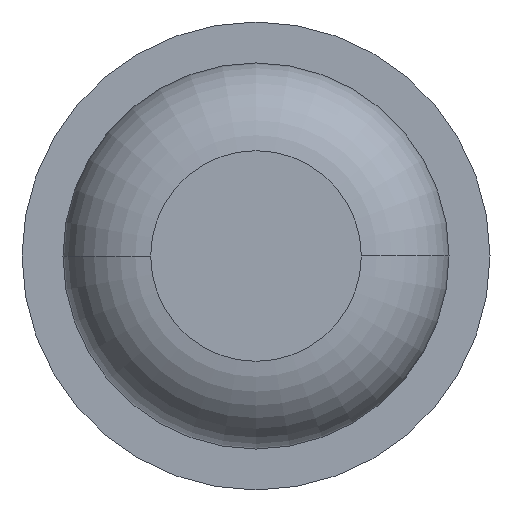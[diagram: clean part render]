
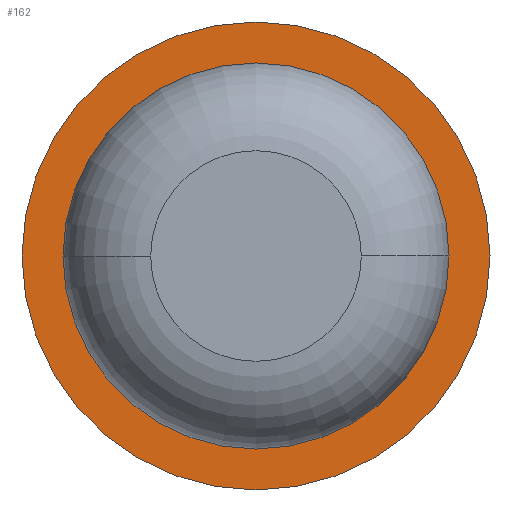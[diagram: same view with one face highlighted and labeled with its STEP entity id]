
A CAD part, front view. The second image highlights one B-rep face of the part: STEP entity #162.
In plain terms, the highlighted planar face has unit normal (0, -1, 0).
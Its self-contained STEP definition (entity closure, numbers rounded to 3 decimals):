
#15 = VERTEX_POINT ( 'NONE', #2917 ) ;
#54 = DIRECTION ( 'NONE',  ( -1., 0., 0. ) ) ;
#61 = ORIENTED_EDGE ( 'NONE', *, *, #2465, .T. ) ;
#146 = DIRECTION ( 'NONE',  ( 0., 1., 0. ) ) ;
#162 = ADVANCED_FACE ( 'Defeature ausgef�hrt1_7', ( #4534, #1451 ), #2266, .F. ) ;
#303 = EDGE_LOOP ( 'NONE', ( #61, #2201 ) ) ;
#404 = ORIENTED_EDGE ( 'NONE', *, *, #3407, .F. ) ;
#534 = DIRECTION ( 'NONE',  ( 0., 1., 0. ) ) ;
#809 = CARTESIAN_POINT ( 'NONE',  ( 0., -6., 0. ) ) ;
#1032 = AXIS2_PLACEMENT_3D ( 'NONE', #1218, #534, #2282 ) ;
#1104 = CARTESIAN_POINT ( 'NONE',  ( 0., -6., 0. ) ) ;
#1106 = CIRCLE ( 'NONE', #2249, 0.825 ) ;
#1120 = VERTEX_POINT ( 'NONE', #2517 ) ;
#1130 = DIRECTION ( 'NONE',  ( 0., 1., 0. ) ) ;
#1218 = CARTESIAN_POINT ( 'NONE',  ( 0.825, -6., 0. ) ) ;
#1374 = DIRECTION ( 'NONE',  ( 0., 1., 0. ) ) ;
#1385 = DIRECTION ( 'NONE',  ( -1., 0., 0. ) ) ;
#1445 = DIRECTION ( 'NONE',  ( -1., 0., 0. ) ) ;
#1451 = FACE_BOUND ( 'NONE', #303, .T. ) ;
#1490 = CIRCLE ( 'NONE', #1701, 0.825 ) ;
#1544 = CARTESIAN_POINT ( 'NONE',  ( -1., -6., 0. ) ) ;
#1570 = ORIENTED_EDGE ( 'NONE', *, *, #4268, .F. ) ;
#1701 = AXIS2_PLACEMENT_3D ( 'NONE', #1104, #3512, #1445 ) ;
#1886 = EDGE_CURVE ( 'Defeature ausgef�hrt1_7+Defeature ausgef�hrt1_0+Defeature ausgef�hrt1_0+Defeature ausgef�hrt1_0', #15, #3421, #1106, .T. ) ;
#1933 = CIRCLE ( 'NONE', #3522, 1. ) ;
#2201 = ORIENTED_EDGE ( 'NONE', *, *, #1886, .T. ) ;
#2216 = CARTESIAN_POINT ( 'NONE',  ( -0.825, -6., 0. ) ) ;
#2249 = AXIS2_PLACEMENT_3D ( 'NONE', #4037, #1130, #54 ) ;
#2266 = PLANE ( 'NONE',  #1032 ) ;
#2282 = DIRECTION ( 'NONE',  ( -1., 0., 0. ) ) ;
#2465 = EDGE_CURVE ( 'Defeature ausgef�hrt1_7+Defeature ausgef�hrt1_0+Defeature ausgef�hrt1_0+Defeature ausgef�hrt1_0', #3421, #15, #1490, .T. ) ;
#2517 = CARTESIAN_POINT ( 'NONE',  ( 1., -6., 0. ) ) ;
#2623 = EDGE_LOOP ( 'NONE', ( #1570, #404 ) ) ;
#2917 = CARTESIAN_POINT ( 'NONE',  ( 0.825, -6., 0. ) ) ;
#2924 = VERTEX_POINT ( 'NONE', #1544 ) ;
#3057 = CIRCLE ( 'NONE', #3247, 1. ) ;
#3247 = AXIS2_PLACEMENT_3D ( 'NONE', #4578, #1374, #1385 ) ;
#3333 = DIRECTION ( 'NONE',  ( -1., 0., 0. ) ) ;
#3407 = EDGE_CURVE ( 'Defeature ausgef�hrt1_8+Defeature ausgef�hrt1_7+Defeature ausgef�hrt1_7+Defeature ausgef�hrt1_7', #1120, #2924, #1933, .T. ) ;
#3421 = VERTEX_POINT ( 'NONE', #2216 ) ;
#3512 = DIRECTION ( 'NONE',  ( 0., 1., 0. ) ) ;
#3522 = AXIS2_PLACEMENT_3D ( 'NONE', #809, #146, #3333 ) ;
#4037 = CARTESIAN_POINT ( 'NONE',  ( 0., -6., 0. ) ) ;
#4268 = EDGE_CURVE ( 'Defeature ausgef�hrt1_8+Defeature ausgef�hrt1_7+Defeature ausgef�hrt1_7+Defeature ausgef�hrt1_7', #2924, #1120, #3057, .T. ) ;
#4534 = FACE_OUTER_BOUND ( 'NONE', #2623, .T. ) ;
#4578 = CARTESIAN_POINT ( 'NONE',  ( 0., -6., 0. ) ) ;
